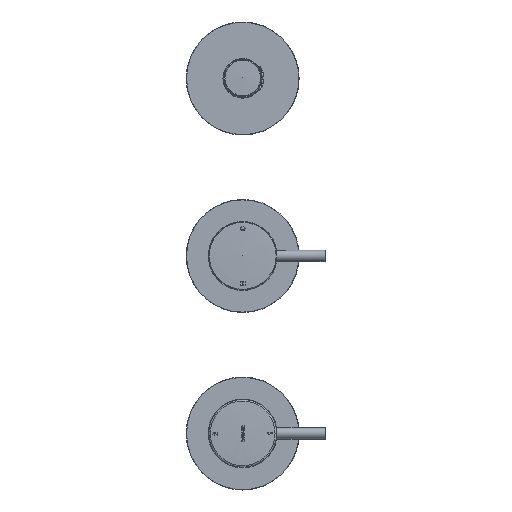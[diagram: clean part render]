
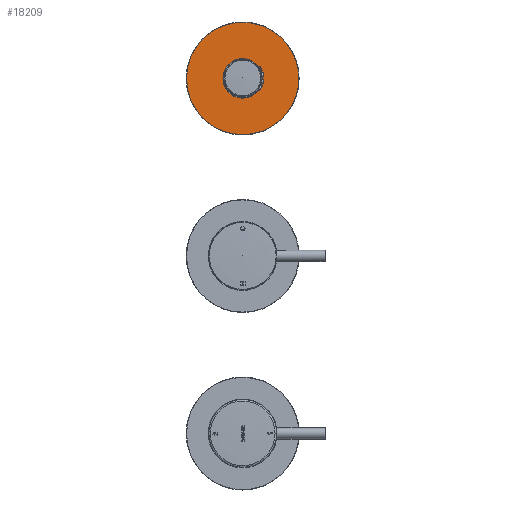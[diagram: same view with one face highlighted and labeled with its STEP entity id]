
A CAD part, top view. The second image highlights one B-rep face of the part: STEP entity #18209.
In plain terms, the highlighted planar face has unit normal (0, 0, 1).
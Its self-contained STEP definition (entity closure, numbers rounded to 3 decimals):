
#7268=ORIENTED_EDGE('',*,*,#9505,.T.);
#7269=ORIENTED_EDGE('',*,*,#9506,.T.);
#9505=EDGE_CURVE('',#11066,#11066,#11739,.T.);
#9506=EDGE_CURVE('',#11067,#11067,#11740,.F.);
#11066=VERTEX_POINT('',#41657);
#11067=VERTEX_POINT('',#41659);
#11739=CIRCLE('',#19699,34.8);
#11740=CIRCLE('',#19700,12.2);
#13213=EDGE_LOOP('',(#7268));
#13214=EDGE_LOOP('',(#7269));
#14748=FACE_BOUND('',#13213,.T.);
#14749=FACE_BOUND('',#13214,.T.);
#15131=PLANE('',#19698);
#18209=ADVANCED_FACE('',(#14748,#14749),#15131,.T.);
#19698=AXIS2_PLACEMENT_3D('',#41655,#23222,#23223);
#19699=AXIS2_PLACEMENT_3D('',#41656,#23224,#23225);
#19700=AXIS2_PLACEMENT_3D('',#41658,#23226,#23227);
#23222=DIRECTION('',(0.,0.,1.));
#23223=DIRECTION('',(1.,0.,0.));
#23224=DIRECTION('',(0.,0.,1.));
#23225=DIRECTION('',(1.,0.,0.));
#23226=DIRECTION('',(0.,0.,1.));
#23227=DIRECTION('',(1.,0.,0.));
#41655=CARTESIAN_POINT('',(-13.156,-13.156,12.));
#41656=CARTESIAN_POINT('',(0.,0.,12.));
#41657=CARTESIAN_POINT('',(34.8,0.,12.));
#41658=CARTESIAN_POINT('',(0.,0.,12.));
#41659=CARTESIAN_POINT('',(12.2,0.,12.));
